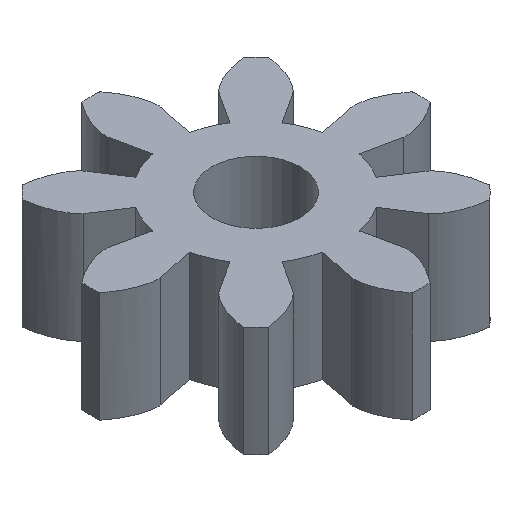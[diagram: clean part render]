
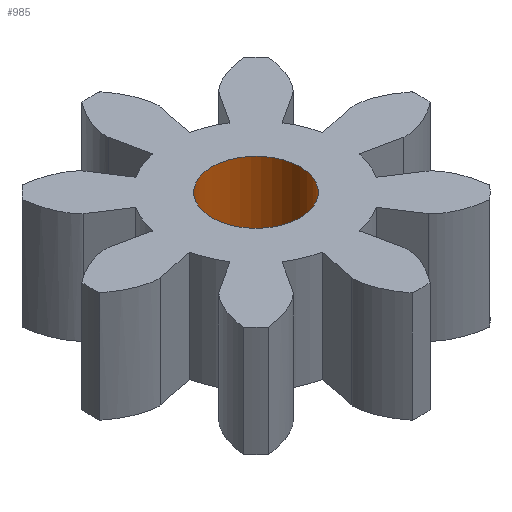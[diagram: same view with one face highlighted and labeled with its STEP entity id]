
A CAD part, isometric view. The second image highlights one B-rep face of the part: STEP entity #985.
In plain terms, the highlighted cylindrical face has radius 0.4 mm (diameter 0.8 mm), a full revolution.
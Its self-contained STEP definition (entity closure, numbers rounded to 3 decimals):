
#17=FACE_BOUND('',#220,.T.);
#35=CIRCLE('',#1010,0.4);
#51=CIRCLE('',#1055,0.4);
#67=CYLINDRICAL_SURFACE('',#1056,0.4);
#166=FACE_OUTER_BOUND('',#219,.T.);
#219=EDGE_LOOP('',(#912));
#220=EDGE_LOOP('',(#913));
#436=VERTEX_POINT('',#3028);
#479=VERTEX_POINT('',#6322);
#539=EDGE_CURVE('',#436,#436,#35,.T.);
#625=EDGE_CURVE('',#479,#479,#51,.T.);
#912=ORIENTED_EDGE('',*,*,#625,.F.);
#913=ORIENTED_EDGE('',*,*,#539,.T.);
#985=ADVANCED_FACE('',(#166,#17),#67,.F.);
#1010=AXIS2_PLACEMENT_3D('',#3029,#1126,#1127);
#1055=AXIS2_PLACEMENT_3D('',#6323,#1272,#1273);
#1056=AXIS2_PLACEMENT_3D('',#6324,#1274,#1275);
#1126=DIRECTION('center_axis',(0.,0.,-1.));
#1127=DIRECTION('ref_axis',(1.,0.,0.));
#1272=DIRECTION('center_axis',(0.,0.,-1.));
#1273=DIRECTION('ref_axis',(1.,0.,0.));
#1274=DIRECTION('center_axis',(0.,0.,1.));
#1275=DIRECTION('ref_axis',(1.,0.,0.));
#3028=CARTESIAN_POINT('',(-0.4,0.,0.));
#3029=CARTESIAN_POINT('Origin',(0.,0.,0.));
#6322=CARTESIAN_POINT('',(-0.4,0.,1.));
#6323=CARTESIAN_POINT('Origin',(0.,0.,1.));
#6324=CARTESIAN_POINT('Origin',(0.,0.,0.));
